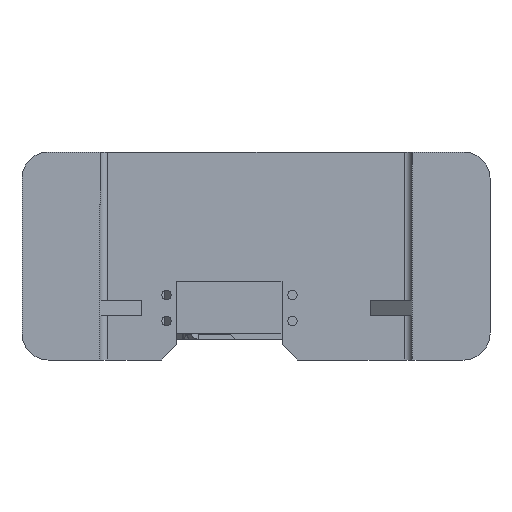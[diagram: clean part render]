
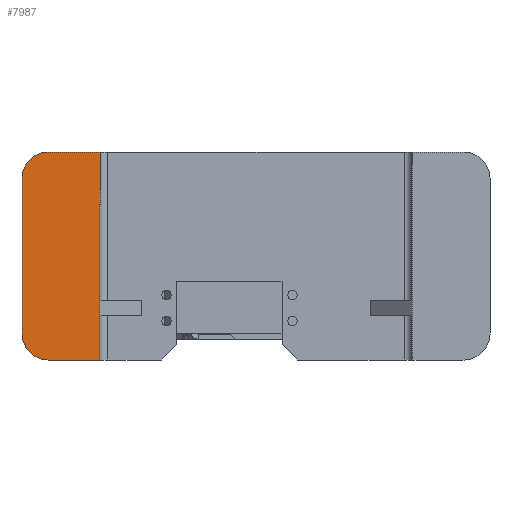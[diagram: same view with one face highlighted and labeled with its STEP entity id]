
A CAD part, front view. The second image highlights one B-rep face of the part: STEP entity #7987.
In plain terms, the highlighted planar face has unit normal (0, -1, 0).
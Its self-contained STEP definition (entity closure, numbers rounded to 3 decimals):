
#886 = AXIS2_PLACEMENT_3D ( 'NONE', #3272, #9237, #4124 ) ;
#911 = AXIS2_PLACEMENT_3D ( 'NONE', #7763, #9143, #7263 ) ;
#914 = CARTESIAN_POINT ( 'NONE',  ( 0., 0., -20. ) ) ;
#1148 = VECTOR ( 'NONE', #4284, 1000. ) ;
#1331 = EDGE_CURVE ( 'NONE', #1862, #10397, #4753, .T. ) ;
#1493 = VERTEX_POINT ( 'NONE', #1902 ) ;
#1862 = VERTEX_POINT ( 'NONE', #8044 ) ;
#1902 = CARTESIAN_POINT ( 'NONE',  ( -90., 0., 50. ) ) ;
#1903 = LINE ( 'NONE', #914, #5091 ) ;
#2233 = ORIENTED_EDGE ( 'NONE', *, *, #1331, .T. ) ;
#2498 = AXIS2_PLACEMENT_3D ( 'NONE', #8484, #4069, #10207 ) ;
#2580 = EDGE_CURVE ( 'NONE', #8919, #1862, #10082, .T. ) ;
#2678 = ORIENTED_EDGE ( 'NONE', *, *, #8289, .T. ) ;
#2913 = EDGE_LOOP ( 'NONE', ( #4103, #4002, #3500, #3529, #2233, #2678 ) ) ;
#3272 = CARTESIAN_POINT ( 'NONE',  ( -80., 0., 50. ) ) ;
#3500 = ORIENTED_EDGE ( 'NONE', *, *, #7915, .F. ) ;
#3529 = ORIENTED_EDGE ( 'NONE', *, *, #2580, .T. ) ;
#3715 = FACE_OUTER_BOUND ( 'NONE', #2913, .T. ) ;
#4002 = ORIENTED_EDGE ( 'NONE', *, *, #5295, .T. ) ;
#4069 = DIRECTION ( 'NONE',  ( 0., 1., 0. ) ) ;
#4103 = ORIENTED_EDGE ( 'NONE', *, *, #7389, .F. ) ;
#4118 = CARTESIAN_POINT ( 'NONE',  ( -60., 0., 0. ) ) ;
#4124 = DIRECTION ( 'NONE',  ( 0., 0., 1. ) ) ;
#4254 = CARTESIAN_POINT ( 'NONE',  ( -60., 0., -20. ) ) ;
#4284 = DIRECTION ( 'NONE',  ( 0., 0., 1. ) ) ;
#4605 = DIRECTION ( 'NONE',  ( -1., 0., 0. ) ) ;
#4753 = LINE ( 'NONE', #6631, #5978 ) ;
#4769 = VERTEX_POINT ( 'NONE', #4970 ) ;
#4959 = CARTESIAN_POINT ( 'NONE',  ( -80., 0., 60. ) ) ;
#4970 = CARTESIAN_POINT ( 'NONE',  ( -90., 0., -10. ) ) ;
#5091 = VECTOR ( 'NONE', #4605, 1000. ) ;
#5295 = EDGE_CURVE ( 'NONE', #4769, #8251, #6318, .T. ) ;
#5397 = CIRCLE ( 'NONE', #886, 10. ) ;
#5978 = VECTOR ( 'NONE', #9199, 1000. ) ;
#6243 = VECTOR ( 'NONE', #7947, 1000. ) ;
#6318 = CIRCLE ( 'NONE', #911, 10. ) ;
#6631 = CARTESIAN_POINT ( 'NONE',  ( 0., 0., 60. ) ) ;
#7263 = DIRECTION ( 'NONE',  ( 0., 0., 1. ) ) ;
#7389 = EDGE_CURVE ( 'NONE', #4769, #1493, #9111, .T. ) ;
#7763 = CARTESIAN_POINT ( 'NONE',  ( -80., 0., -10. ) ) ;
#7915 = EDGE_CURVE ( 'NONE', #8919, #8251, #1903, .T. ) ;
#7947 = DIRECTION ( 'NONE',  ( 0., 0., 1. ) ) ;
#7987 = ADVANCED_FACE ( 'NONE', ( #3715 ), #8682, .F. ) ;
#8044 = CARTESIAN_POINT ( 'NONE',  ( -60., 0., 60. ) ) ;
#8046 = CARTESIAN_POINT ( 'NONE',  ( -80., 0., -20. ) ) ;
#8251 = VERTEX_POINT ( 'NONE', #8046 ) ;
#8289 = EDGE_CURVE ( 'NONE', #10397, #1493, #5397, .T. ) ;
#8484 = CARTESIAN_POINT ( 'NONE',  ( 0., 0., 0. ) ) ;
#8682 = PLANE ( 'NONE',  #2498 ) ;
#8799 = CARTESIAN_POINT ( 'NONE',  ( -90., 0., 0. ) ) ;
#8919 = VERTEX_POINT ( 'NONE', #4254 ) ;
#9111 = LINE ( 'NONE', #8799, #6243 ) ;
#9143 = DIRECTION ( 'NONE',  ( 0., -1., 0. ) ) ;
#9199 = DIRECTION ( 'NONE',  ( -1., 0., 0. ) ) ;
#9237 = DIRECTION ( 'NONE',  ( 0., -1., 0. ) ) ;
#10082 = LINE ( 'NONE', #4118, #1148 ) ;
#10207 = DIRECTION ( 'NONE',  ( 0., 0., 1. ) ) ;
#10397 = VERTEX_POINT ( 'NONE', #4959 ) ;
